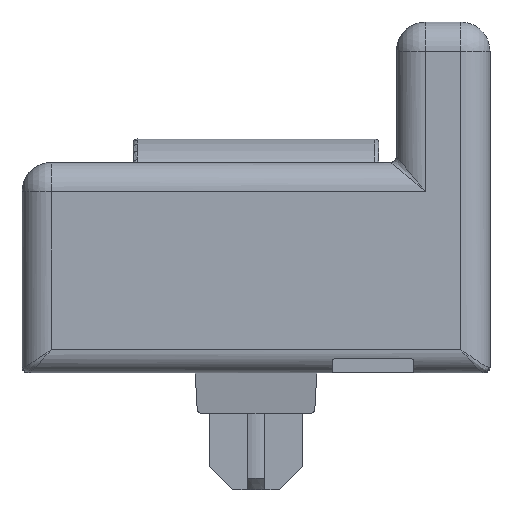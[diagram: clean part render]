
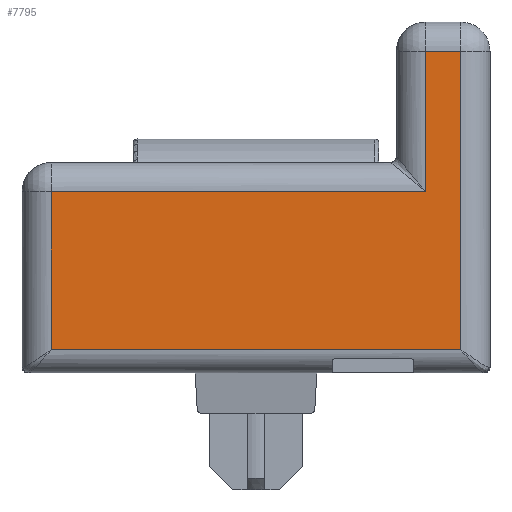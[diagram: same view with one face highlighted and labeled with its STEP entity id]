
A CAD part, left-side view. The second image highlights one B-rep face of the part: STEP entity #7795.
In plain terms, the highlighted planar face has unit normal (-1, 0, 0).
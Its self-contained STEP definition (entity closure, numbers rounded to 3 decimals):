
#98 = ORIENTED_EDGE ( 'NONE', *, *, #1053, .F. ) ;
#265 = VECTOR ( 'NONE', #4359, 1000. ) ;
#476 = FACE_OUTER_BOUND ( 'NONE', #612, .T. ) ;
#612 = EDGE_LOOP ( 'NONE', ( #98, #5063, #3893, #4278, #3762, #6995 ) ) ;
#651 = CARTESIAN_POINT ( 'NONE',  ( -40., -17.5, 0. ) ) ;
#699 = VECTOR ( 'NONE', #3771, 1000. ) ;
#847 = CARTESIAN_POINT ( 'NONE',  ( -40., 17.5, 16. ) ) ;
#897 = VERTEX_POINT ( 'NONE', #5935 ) ;
#1053 = EDGE_CURVE ( 'NONE', #1578, #5715, #1210, .T. ) ;
#1150 = VECTOR ( 'NONE', #5052, 1000. ) ;
#1210 = LINE ( 'NONE', #1953, #2775 ) ;
#1238 = CARTESIAN_POINT ( 'NONE',  ( -40., 17.5, 0. ) ) ;
#1262 = CARTESIAN_POINT ( 'NONE',  ( -40., -17.5, 25.5 ) ) ;
#1329 = EDGE_CURVE ( 'NONE', #1578, #2580, #5054, .T. ) ;
#1505 = EDGE_CURVE ( 'NONE', #897, #5591, #2457, .T. ) ;
#1578 = VERTEX_POINT ( 'NONE', #651 ) ;
#1945 = DIRECTION ( 'NONE',  ( 0., 1., 0. ) ) ;
#1953 = CARTESIAN_POINT ( 'NONE',  ( -40., -20., 0. ) ) ;
#2075 = LINE ( 'NONE', #5574, #699 ) ;
#2457 = LINE ( 'NONE', #5420, #7149 ) ;
#2557 = VERTEX_POINT ( 'NONE', #4852 ) ;
#2580 = VERTEX_POINT ( 'NONE', #1262 ) ;
#2582 = AXIS2_PLACEMENT_3D ( 'NONE', #7122, #3476, #7735 ) ;
#2770 = CARTESIAN_POINT ( 'NONE',  ( -40., -14.5, 16. ) ) ;
#2775 = VECTOR ( 'NONE', #1945, 1000. ) ;
#3157 = EDGE_CURVE ( 'NONE', #2580, #2557, #2075, .T. ) ;
#3429 = PLANE ( 'NONE',  #2582 ) ;
#3476 = DIRECTION ( 'NONE',  ( 1., 0., 0. ) ) ;
#3567 = VECTOR ( 'NONE', #5820, 1000. ) ;
#3762 = ORIENTED_EDGE ( 'NONE', *, *, #1505, .T. ) ;
#3771 = DIRECTION ( 'NONE',  ( 0., 1., 0. ) ) ;
#3893 = ORIENTED_EDGE ( 'NONE', *, *, #3157, .T. ) ;
#4278 = ORIENTED_EDGE ( 'NONE', *, *, #7707, .T. ) ;
#4334 = CARTESIAN_POINT ( 'NONE',  ( -40., -17.5, 16. ) ) ;
#4359 = DIRECTION ( 'NONE',  ( 0., 0., 1. ) ) ;
#4852 = CARTESIAN_POINT ( 'NONE',  ( -40., -14.5, 25.5 ) ) ;
#5052 = DIRECTION ( 'NONE',  ( 0., 0., -1. ) ) ;
#5054 = LINE ( 'NONE', #4334, #265 ) ;
#5063 = ORIENTED_EDGE ( 'NONE', *, *, #1329, .T. ) ;
#5420 = CARTESIAN_POINT ( 'NONE',  ( -40., 20., 13.5 ) ) ;
#5430 = DIRECTION ( 'NONE',  ( 0., 1., 0. ) ) ;
#5574 = CARTESIAN_POINT ( 'NONE',  ( -40., 20., 25.5 ) ) ;
#5591 = VERTEX_POINT ( 'NONE', #6619 ) ;
#5715 = VERTEX_POINT ( 'NONE', #1238 ) ;
#5820 = DIRECTION ( 'NONE',  ( 0., 0., -1. ) ) ;
#5935 = CARTESIAN_POINT ( 'NONE',  ( -40., -14.5, 13.5 ) ) ;
#5979 = LINE ( 'NONE', #847, #1150 ) ;
#6619 = CARTESIAN_POINT ( 'NONE',  ( -40., 17.5, 13.5 ) ) ;
#6621 = LINE ( 'NONE', #2770, #3567 ) ;
#6995 = ORIENTED_EDGE ( 'NONE', *, *, #7502, .T. ) ;
#7122 = CARTESIAN_POINT ( 'NONE',  ( -40., 20., 16. ) ) ;
#7149 = VECTOR ( 'NONE', #5430, 1000. ) ;
#7502 = EDGE_CURVE ( 'NONE', #5591, #5715, #5979, .T. ) ;
#7707 = EDGE_CURVE ( 'NONE', #2557, #897, #6621, .T. ) ;
#7735 = DIRECTION ( 'NONE',  ( 0., 1., 0. ) ) ;
#7795 = ADVANCED_FACE ( 'NONE', ( #476 ), #3429, .F. ) ;
